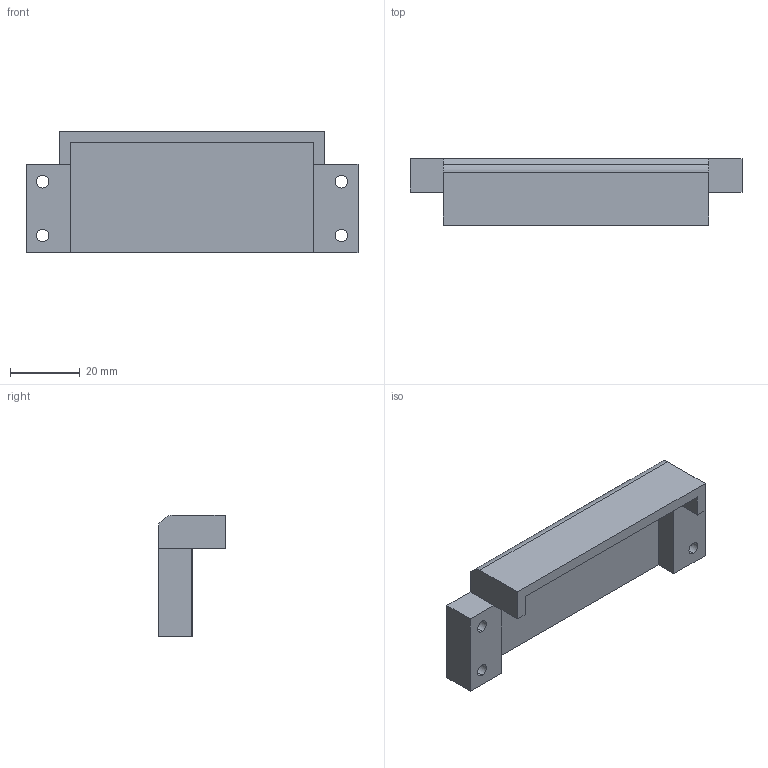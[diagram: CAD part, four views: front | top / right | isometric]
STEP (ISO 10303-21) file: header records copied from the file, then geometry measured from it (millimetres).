
FILE_DESCRIPTION (( 'STEP AP203' ), '1' );
FILE_NAME ('pr2111D-sA_U1_Rear_Left_Wire_Cover_RevA.STEP', '2023-08-31T18:45:26', ( '' ), ( '' ), 'SwSTEP 2.0', 'SolidWorks 2022', '' );
FILE_SCHEMA (( 'CONFIG_CONTROL_DESIGN' ));
Length unit declared in the file: inch
Products named in the file (1): pr2111D-sA_U1_Rear_Left_Wire_Cover_RevA
Bounding box: 95.25 x 19.05 x 34.92 mm (x, y, z)
Volume: 17637.3 mm3; surface area: 11255.5 mm2
Topology: 1 solids, 1 shells, 40 faces, 100 edges, 66 vertices
Faces by surface type: plane 23, cylinder 17
Entity records: 1297 total; most frequent: DIRECTION 216, CARTESIAN_POINT 207, ORIENTED_EDGE 200, EDGE_CURVE 100, AXIS2_PLACEMENT_3D 75, VECTOR 66, VERTEX_POINT 66, LINE 66
